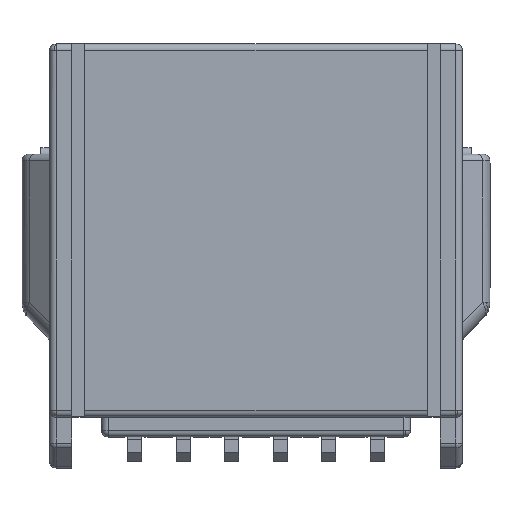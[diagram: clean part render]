
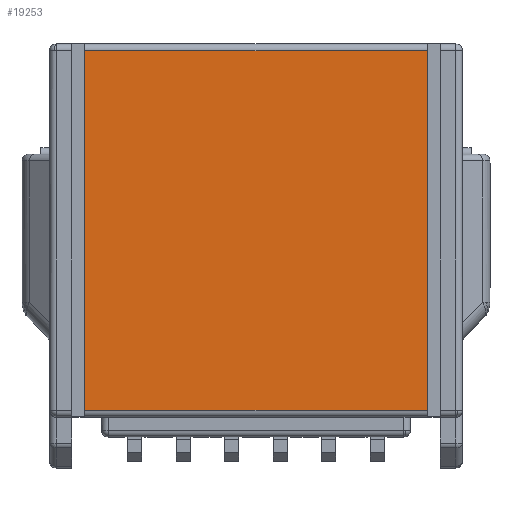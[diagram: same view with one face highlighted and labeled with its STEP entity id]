
A CAD part, top view. The second image highlights one B-rep face of the part: STEP entity #19253.
In plain terms, the highlighted planar face has unit normal (0, 0, 1).
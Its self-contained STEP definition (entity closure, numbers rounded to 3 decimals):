
#4360=DIRECTION('',(-1.,0.,0.));
#4361=VECTOR('',#4360,15.5);
#4362=CARTESIAN_POINT('',(7.75,3.95,-4.05));
#4363=LINE('',#4362,#4361);
#4368=DIRECTION('',(0.,1.,0.));
#4369=VECTOR('',#4368,16.3);
#4370=CARTESIAN_POINT('',(-7.75,3.95,-4.05));
#4371=LINE('',#4370,#4369);
#4390=DIRECTION('',(0.,1.,0.));
#4391=VECTOR('',#4390,16.3);
#4392=CARTESIAN_POINT('',(7.75,3.95,-4.05));
#4393=LINE('',#4392,#4391);
#4394=DIRECTION('',(1.,0.,0.));
#4395=VECTOR('',#4394,15.5);
#4396=CARTESIAN_POINT('',(-7.75,20.25,-4.05));
#4397=LINE('',#4396,#4395);
#10835=CARTESIAN_POINT('',(7.75,3.95,-4.05));
#10836=VERTEX_POINT('',#10835);
#10839=CARTESIAN_POINT('',(7.75,20.25,-4.05));
#10840=VERTEX_POINT('',#10839);
#10841=CARTESIAN_POINT('',(-7.75,3.95,-4.05));
#10842=VERTEX_POINT('',#10841);
#10843=CARTESIAN_POINT('',(-7.75,20.25,-4.05));
#10844=VERTEX_POINT('',#10843);
#19241=CARTESIAN_POINT('',(-9.55,7.15,-4.05));
#19242=DIRECTION('',(0.,0.,1.));
#19243=DIRECTION('',(-1.,0.,0.));
#19244=AXIS2_PLACEMENT_3D('',#19241,#19242,#19243);
#19245=PLANE('',#19244);
#19246=ORIENTED_EDGE('',*,*,#19198,.F.);
#19247=ORIENTED_EDGE('',*,*,#19216,.T.);
#19248=ORIENTED_EDGE('',*,*,#19228,.T.);
#19250=ORIENTED_EDGE('',*,*,#19249,.T.);
#19251=EDGE_LOOP('',(#19246,#19247,#19248,#19250));
#19252=FACE_OUTER_BOUND('',#19251,.F.);
#19253=ADVANCED_FACE('',(#19252),#19245,.T.);
#19198=EDGE_CURVE('',#10836,#10840,#4393,.T.);
#19216=EDGE_CURVE('',#10836,#10842,#4363,.T.);
#19228=EDGE_CURVE('',#10842,#10844,#4371,.T.);
#19249=EDGE_CURVE('',#10844,#10840,#4397,.T.);
